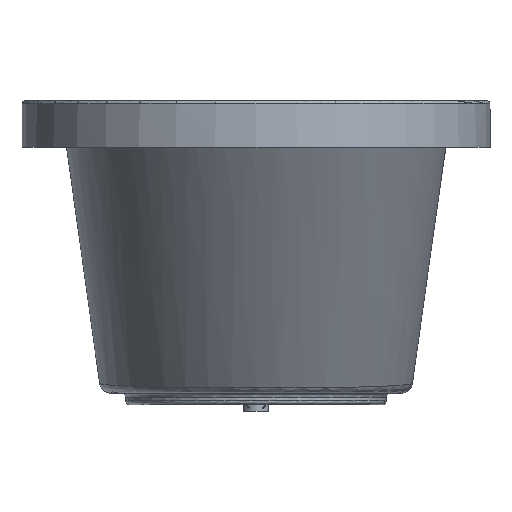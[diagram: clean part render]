
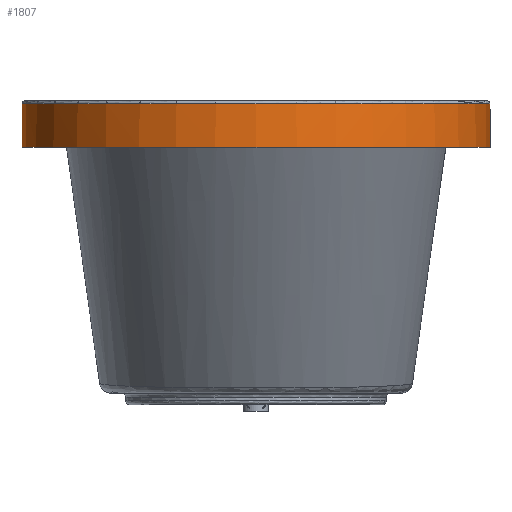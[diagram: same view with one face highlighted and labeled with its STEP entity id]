
A CAD part, left-side view. The second image highlights one B-rep face of the part: STEP entity #1807.
In plain terms, the highlighted cylindrical face has radius 400 mm (diameter 800 mm), a partial arc.
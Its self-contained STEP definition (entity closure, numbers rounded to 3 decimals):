
#1676=CARTESIAN_POINT('',(357.18,23.787,-5.));
#1677=VERTEX_POINT('',#1676);
#1706=CARTESIAN_POINT('',(357.18,-776.161,-5.));
#1707=VERTEX_POINT('',#1706);
#1708=CARTESIAN_POINT('',(361.741,-376.187,-5.0));
#1709=DIRECTION('',(0.0,0.0,1.0));
#1710=DIRECTION('',(-1.0,0.0,0.0));
#1711=AXIS2_PLACEMENT_3D('',#1708,#1709,#1710);
#1712=CIRCLE('',#1711,400.0);
#1713=EDGE_CURVE('',#1677,#1707,#1712,.T.);
#1758=CARTESIAN_POINT('',(361.741,-376.187,-80.0));
#1759=DIRECTION('',(0.0,0.0,1.0));
#1760=DIRECTION('',(0.0,-1.0,0.0));
#1761=AXIS2_PLACEMENT_3D('',#1758,#1759,#1760);
#1762=CYLINDRICAL_SURFACE('',#1761,400.0);
#1763=ORIENTED_EDGE('',*,*,#1713,.F.);
#1764=CARTESIAN_POINT('',(361.741,23.813,-14.635));
#1765=VERTEX_POINT('',#1764);
#1766=CARTESIAN_POINT('',(361.741,23.813,-14.635));
#1767=CARTESIAN_POINT('',(360.244,23.813,-11.472));
#1768=CARTESIAN_POINT('',(358.722,23.804,-8.257));
#1769=CARTESIAN_POINT('',(357.18,23.787,-5.));
#1770=B_SPLINE_CURVE_WITH_KNOTS('',3,(#1766,#1767,#1768,#1769),.UNSPECIFIED.,.F.,.U.,(4,4),(0.0,1.05),.UNSPECIFIED.);
#1771=EDGE_CURVE('',#1765,#1677,#1770,.T.);
#1772=ORIENTED_EDGE('',*,*,#1771,.F.);
#1773=CARTESIAN_POINT('',(361.741,23.813,-80.0));
#1774=VERTEX_POINT('',#1773);
#1775=CARTESIAN_POINT('',(361.741,23.813,-80.0));
#1776=DIRECTION('',(0.0,0.0,1.0));
#1777=VECTOR('',#1776,65.365);
#1778=LINE('',#1775,#1777);
#1779=EDGE_CURVE('',#1774,#1765,#1778,.T.);
#1780=ORIENTED_EDGE('',*,*,#1779,.F.);
#1781=CARTESIAN_POINT('',(361.741,-776.187,-80.0));
#1782=VERTEX_POINT('',#1781);
#1783=CARTESIAN_POINT('',(361.741,-376.187,-80.0));
#1784=DIRECTION('',(0.0,0.0,-1.0));
#1785=DIRECTION('',(0.0,-1.0,0.0));
#1786=AXIS2_PLACEMENT_3D('',#1783,#1784,#1785);
#1787=CIRCLE('',#1786,400.0);
#1788=EDGE_CURVE('',#1782,#1774,#1787,.T.);
#1789=ORIENTED_EDGE('',*,*,#1788,.F.);
#1790=CARTESIAN_POINT('',(361.741,-776.187,-14.635));
#1791=VERTEX_POINT('',#1790);
#1792=CARTESIAN_POINT('',(361.741,-776.187,-80.0));
#1793=DIRECTION('',(0.0,0.0,1.0));
#1794=VECTOR('',#1793,65.365);
#1795=LINE('',#1792,#1794);
#1796=EDGE_CURVE('',#1782,#1791,#1795,.T.);
#1797=ORIENTED_EDGE('',*,*,#1796,.T.);
#1798=CARTESIAN_POINT('',(357.18,-776.161,-5.));
#1799=CARTESIAN_POINT('',(358.722,-776.179,-8.257));
#1800=CARTESIAN_POINT('',(360.244,-776.187,-11.472));
#1801=CARTESIAN_POINT('',(361.741,-776.187,-14.635));
#1802=B_SPLINE_CURVE_WITH_KNOTS('',3,(#1798,#1799,#1800,#1801),.UNSPECIFIED.,.F.,.U.,(4,4),(19.144,20.194),.UNSPECIFIED.);
#1803=EDGE_CURVE('',#1707,#1791,#1802,.T.);
#1804=ORIENTED_EDGE('',*,*,#1803,.F.);
#1805=EDGE_LOOP('',(#1763,#1772,#1780,#1789,#1797,#1804));
#1806=FACE_OUTER_BOUND('',#1805,.T.);
#1807=ADVANCED_FACE('',(#1806),#1762,.T.);
